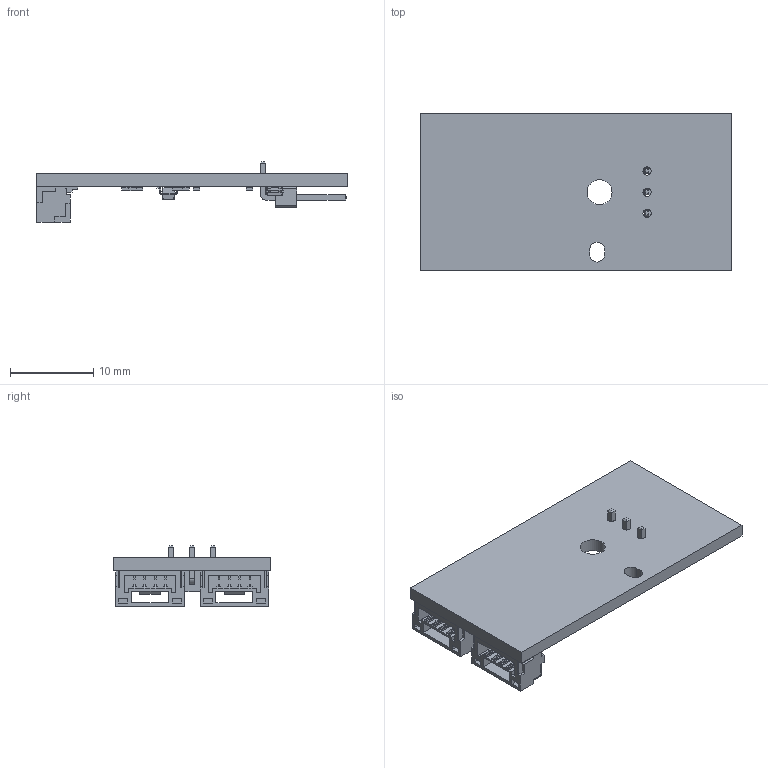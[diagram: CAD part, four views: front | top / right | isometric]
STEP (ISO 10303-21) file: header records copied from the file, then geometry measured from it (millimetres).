
FILE_DESCRIPTION(('KiCad electronic assembly'),'2;1');
FILE_NAME('TFRPM01D.step','2022-03-16T22:22:20',('Pcbnew'),('Kicad'), 'Open CASCADE STEP processor 7.5','KiCad to STEP converter','Unknown' );
FILE_SCHEMA(('AUTOMOTIVE_DESIGN { 1 0 10303 214 1 1 1 1 }'));
Length unit declared in the file: millimetre
Products named in the file (12): TFRPM01D 1; R_0603_1608Metric; SOLID; PinHeader_1x03_P2.54mm_Horizontal; SOT-23-5; JST_GH_SM04B-GHS-TB_1x04-1MP_P1.25mm_Horizontal; SOT-353_SC-70-5; tmp7punov22 PCB
Assembly tree (18 placements, depth 3):
  TFRPM01D 1
    R_0603_1608Metric  x7
      SOLID
    PinHeader_1x03_P2.54mm_Horizontal
      SOLID
    SOT-23-5
      SOLID
    JST_GH_SM04B-GHS-TB_1x04-1MP_P1.25mm_Horizontal  x2
      SOLID
    SOT-353_SC-70-5
      SOLID
    tmp7punov22 PCB
Bounding box: 37.5 x 19 x 7.25 mm (x, y, z)
Volume: 1362.2 mm3; surface area: 2453.8 mm2
Topology: 13 solids, 13 shells, 900 faces, 2390 edges, 1538 vertices
Faces by surface type: bspline 886, plane 8, cylinder 6
Full cylindrical faces by diameter (mm): 1 x3, 3 x1
Entity records: 34845 total; most frequent: CARTESIAN_POINT 12249, B_SPLINE_CURVE_WITH_KNOTS 3921, ORIENTED_EDGE 2822, PCURVE 2822, DEFINITIONAL_REPRESENTATION 2822, EDGE_CURVE 1411, SURFACE_CURVE 1407, VERTEX_POINT 896
